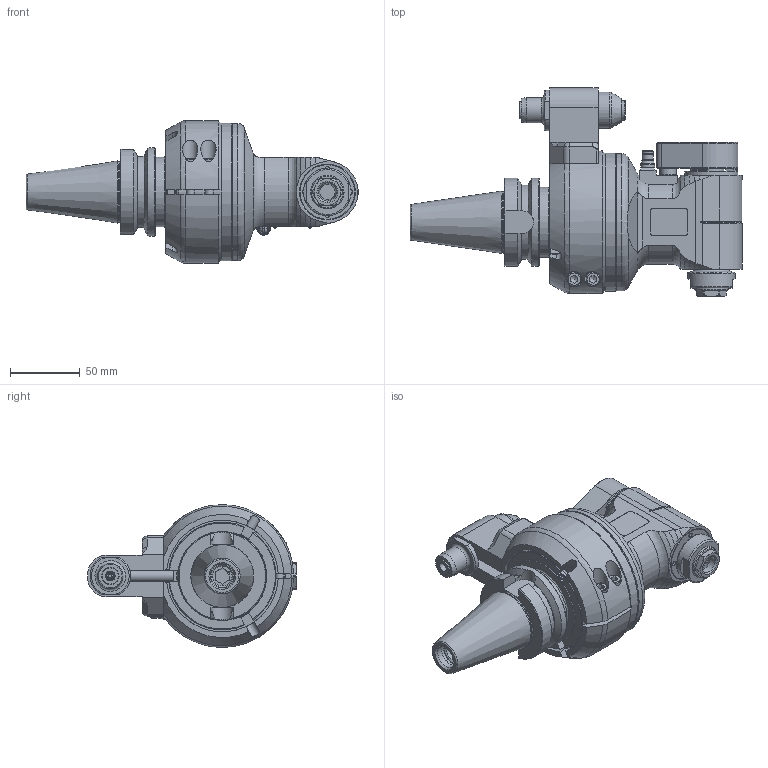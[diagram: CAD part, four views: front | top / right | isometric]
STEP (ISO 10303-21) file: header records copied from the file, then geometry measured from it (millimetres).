
FILE_DESCRIPTION(/* description */ (''),/* implementation_level */ '2;1');
FILE_NAME(/* name */ '9.F90.100C0-4B40.stp',/* time_stamp */ '2023-11-02T16:29:54-04:00',/* author */ ('jkrenzer'),/* organization */ (''),/* preprocessor_version */ 'ST-DEVELOPER v18.1',/* originating_system */ 'Autodesk Inventor 2022',/* authorisation */ '');
FILE_SCHEMA (('AUTOMOTIVE_DESIGN { 1 0 10303 214 3 1 1 }'));
Products named in the file (3): 9.F90.100C0-4B40; 9_F90_100B0; 9_GA1_348_2   (Type 1, BT40, 80mm)
Assembly tree (2 placements, depth 2):
  9.F90.100C0-4B40
    9_F90_100B0
    9_GA1_348_2   (Type 1, BT40, 80mm)
Bounding box: 237.32 x 149.25 x 101.99 mm (x, y, z)
Volume: 888031 mm3; surface area: 153422.7 mm2
Topology: 5 solids, 7 shells, 786 faces, 1954 edges, 1252 vertices
Faces by surface type: plane 344, cylinder 203, cone 179, torus 48, bspline 9, sphere 3
Full cylindrical faces by diameter (mm): 2.5 x3, 2.6 x2, 3 x2, 3.2 x4, 3.5 x2, 4 x1, 4.2 x4, 5 x2, 5.5 x2, 6 x7, 6.5 x1, 6.9 x1, 7 x4, 7.5 x3, 8 x2, 8.06 x1, 8.07 x1, 8.5 x20, 8.95 x1, 9.87 x1, 10 x6, 10.4 x2, 11 x2, 12 x4, 12.5 x1, 13 x2, 14 x2, 16.5 x1, 17 x1, 17.6 x1
Entity records: 65482 total; most frequent: CARTESIAN_POINT 47235, ORIENTED_EDGE 3834, DIRECTION 3749, EDGE_CURVE 1917, AXIS2_PLACEMENT_3D 1448, VERTEX_POINT 1252, EDGE_LOOP 914, LINE 853
